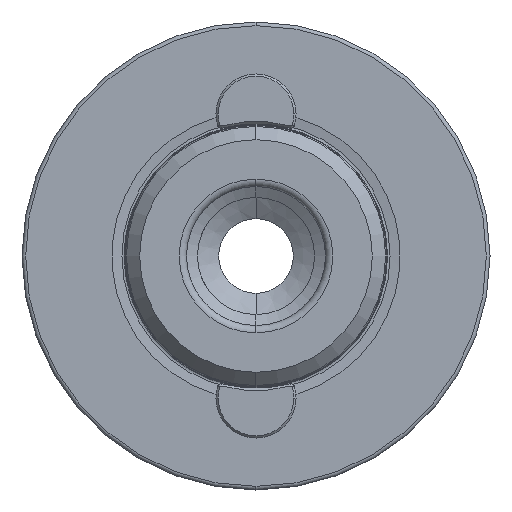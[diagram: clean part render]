
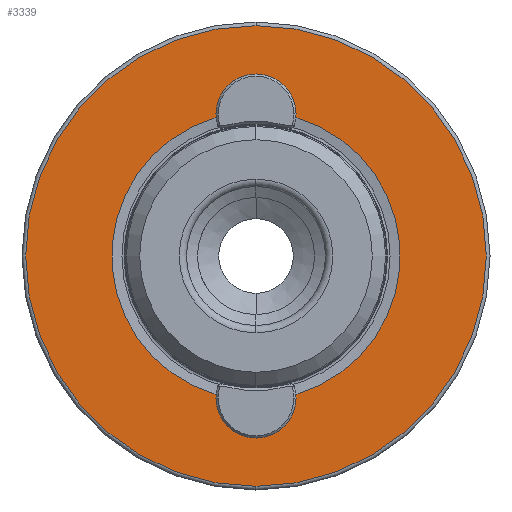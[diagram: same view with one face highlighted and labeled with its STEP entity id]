
A CAD part, left-side view. The second image highlights one B-rep face of the part: STEP entity #3339.
In plain terms, the highlighted planar face has unit normal (-1, 0, 0).
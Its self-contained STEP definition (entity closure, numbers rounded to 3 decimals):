
#132 = VERTEX_POINT ( 'NONE', #1563 ) ;
#152 = AXIS2_PLACEMENT_3D ( 'NONE', #4472, #4456, #4438 ) ;
#295 = CARTESIAN_POINT ( 'NONE',  ( 0., 0., -19.715 ) ) ;
#463 = CARTESIAN_POINT ( 'NONE',  ( 0., 0., -21.5 ) ) ;
#553 = CARTESIAN_POINT ( 'NONE',  ( 0., 2.305, 19.58 ) ) ;
#638 = ORIENTED_EDGE ( 'NONE', *, *, #4870, .F. ) ;
#767 = EDGE_CURVE ( 'NONE', #4926, #2733, #2904, .T. ) ;
#779 = AXIS2_PLACEMENT_3D ( 'NONE', #295, #2347, #5114 ) ;
#835 = EDGE_CURVE ( 'NONE', #3658, #4926, #3840, .T. ) ;
#882 = DIRECTION ( 'NONE',  ( 0., 0., 1. ) ) ;
#1037 = CARTESIAN_POINT ( 'NONE',  ( 0., 0., 24.5 ) ) ;
#1041 = CARTESIAN_POINT ( 'NONE',  ( 0., 0., 0. ) ) ;
#1096 = DIRECTION ( 'NONE',  ( 0., 0., 1. ) ) ;
#1102 = EDGE_CURVE ( 'NONE', #1185, #132, #5067, .T. ) ;
#1104 = DIRECTION ( 'NONE',  ( -1., 0., 0. ) ) ;
#1107 = CARTESIAN_POINT ( 'NONE',  ( 0., 0., 21.5 ) ) ;
#1185 = VERTEX_POINT ( 'NONE', #3057 ) ;
#1448 = DIRECTION ( 'NONE',  ( 0., 0., 1. ) ) ;
#1479 = DIRECTION ( 'NONE',  ( 0., 0., 1. ) ) ;
#1488 = DIRECTION ( 'NONE',  ( -1., 0., 0. ) ) ;
#1497 = CARTESIAN_POINT ( 'NONE',  ( 0., 0., 0. ) ) ;
#1522 = FACE_OUTER_BOUND ( 'NONE', #4969, .T. ) ;
#1547 = EDGE_CURVE ( 'NONE', #3028, #2689, #1697, .T. ) ;
#1563 = CARTESIAN_POINT ( 'NONE',  ( 0., -2.305, 19.58 ) ) ;
#1602 = ORIENTED_EDGE ( 'NONE', *, *, #3181, .T. ) ;
#1640 = EDGE_CURVE ( 'NONE', #4365, #1185, #3704, .T. ) ;
#1697 = CIRCLE ( 'NONE', #2465, 31.5 ) ;
#1845 = ORIENTED_EDGE ( 'NONE', *, *, #2623, .F. ) ;
#1929 = CARTESIAN_POINT ( 'NONE',  ( 0., 0., 0. ) ) ;
#1934 = DIRECTION ( 'NONE',  ( -1., 0., 0. ) ) ;
#1939 = DIRECTION ( 'NONE',  ( 0., 0., 1. ) ) ;
#1973 = ORIENTED_EDGE ( 'NONE', *, *, #767, .F. ) ;
#2347 = DIRECTION ( 'NONE',  ( 1., 0., 0. ) ) ;
#2465 = AXIS2_PLACEMENT_3D ( 'NONE', #1929, #1934, #1939 ) ;
#2623 = EDGE_CURVE ( 'NONE', #132, #3658, #2852, .T. ) ;
#2689 = VERTEX_POINT ( 'NONE', #4070 ) ;
#2733 = VERTEX_POINT ( 'NONE', #3610 ) ;
#2794 = ORIENTED_EDGE ( 'NONE', *, *, #1640, .F. ) ;
#2852 = CIRCLE ( 'NONE', #152, 3. ) ;
#2904 = CIRCLE ( 'NONE', #3743, 19.715 ) ;
#2956 = CARTESIAN_POINT ( 'NONE',  ( 0., 0., 31.5 ) ) ;
#3015 = CIRCLE ( 'NONE', #3616, 3. ) ;
#3028 = VERTEX_POINT ( 'NONE', #2956 ) ;
#3057 = CARTESIAN_POINT ( 'NONE',  ( 0., -2.305, -19.58 ) ) ;
#3085 = CARTESIAN_POINT ( 'NONE',  ( 0., 0., -21.5 ) ) ;
#3091 = DIRECTION ( 'NONE',  ( -1., 0., 0. ) ) ;
#3116 = DIRECTION ( 'NONE',  ( 0., 0., 1. ) ) ;
#3181 = EDGE_CURVE ( 'NONE', #2689, #3028, #3227, .T. ) ;
#3227 = CIRCLE ( 'NONE', #3316, 31.5 ) ;
#3305 = DIRECTION ( 'NONE',  ( -1., 0., 0. ) ) ;
#3316 = AXIS2_PLACEMENT_3D ( 'NONE', #1041, #3852, #1448 ) ;
#3339 = ADVANCED_FACE ( 'NONE', ( #3899, #1522 ), #4737, .F. ) ;
#3568 = AXIS2_PLACEMENT_3D ( 'NONE', #1107, #1104, #1096 ) ;
#3610 = CARTESIAN_POINT ( 'NONE',  ( 0., 2.305, -19.58 ) ) ;
#3616 = AXIS2_PLACEMENT_3D ( 'NONE', #463, #3305, #882 ) ;
#3658 = VERTEX_POINT ( 'NONE', #1037 ) ;
#3704 = CIRCLE ( 'NONE', #3807, 3. ) ;
#3722 = ORIENTED_EDGE ( 'NONE', *, *, #1547, .T. ) ;
#3743 = AXIS2_PLACEMENT_3D ( 'NONE', #1497, #1488, #1479 ) ;
#3791 = EDGE_LOOP ( 'NONE', ( #1973, #3977, #1845, #4905, #2794, #638 ) ) ;
#3807 = AXIS2_PLACEMENT_3D ( 'NONE', #3085, #3091, #3116 ) ;
#3840 = CIRCLE ( 'NONE', #3568, 3. ) ;
#3852 = DIRECTION ( 'NONE',  ( -1., 0., 0. ) ) ;
#3899 = FACE_BOUND ( 'NONE', #3791, .T. ) ;
#3977 = ORIENTED_EDGE ( 'NONE', *, *, #835, .F. ) ;
#4002 = AXIS2_PLACEMENT_3D ( 'NONE', #4194, #4751, #4677 ) ;
#4070 = CARTESIAN_POINT ( 'NONE',  ( 0., 0., -31.5 ) ) ;
#4194 = CARTESIAN_POINT ( 'NONE',  ( 0., 0., 0. ) ) ;
#4365 = VERTEX_POINT ( 'NONE', #4561 ) ;
#4438 = DIRECTION ( 'NONE',  ( 0., 0., 1. ) ) ;
#4456 = DIRECTION ( 'NONE',  ( -1., 0., 0. ) ) ;
#4472 = CARTESIAN_POINT ( 'NONE',  ( 0., 0., 21.5 ) ) ;
#4561 = CARTESIAN_POINT ( 'NONE',  ( 0., 0., -24.5 ) ) ;
#4677 = DIRECTION ( 'NONE',  ( 0., 0., 1. ) ) ;
#4737 = PLANE ( 'NONE',  #779 ) ;
#4751 = DIRECTION ( 'NONE',  ( -1., 0., 0. ) ) ;
#4870 = EDGE_CURVE ( 'NONE', #2733, #4365, #3015, .T. ) ;
#4905 = ORIENTED_EDGE ( 'NONE', *, *, #1102, .F. ) ;
#4926 = VERTEX_POINT ( 'NONE', #553 ) ;
#4969 = EDGE_LOOP ( 'NONE', ( #3722, #1602 ) ) ;
#5067 = CIRCLE ( 'NONE', #4002, 19.715 ) ;
#5114 = DIRECTION ( 'NONE',  ( 0., 0., -1. ) ) ;
